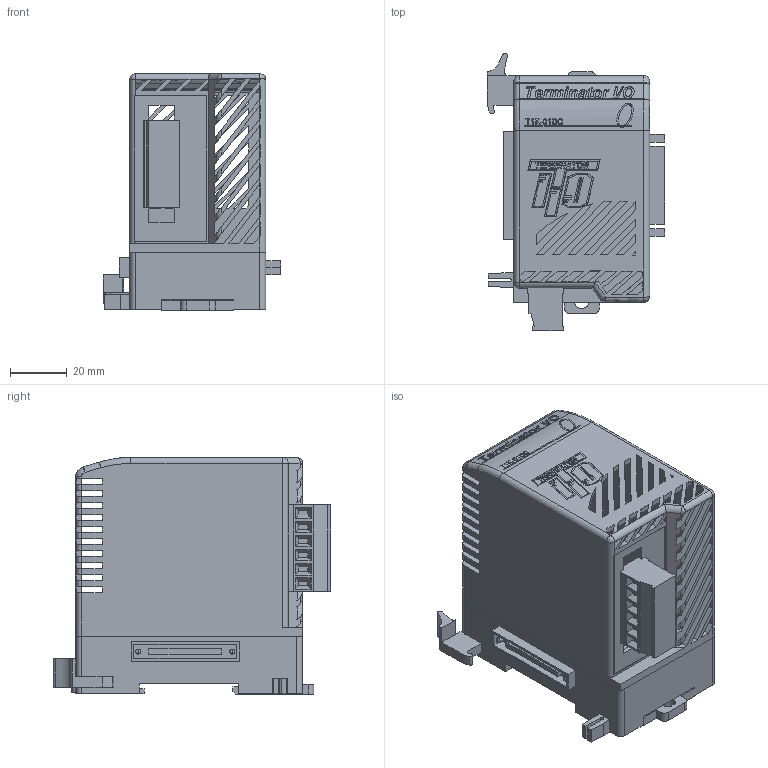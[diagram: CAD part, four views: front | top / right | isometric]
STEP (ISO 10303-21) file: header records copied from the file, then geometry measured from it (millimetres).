
FILE_DESCRIPTION (( 'STEP AP214' ), '1' );
FILE_NAME ('T1K-01DC.STEP', '2013-11-05T15:56:11', ( '' ), ( '' ), 'SwSTEP 2.0', 'SolidWorks 2013', '' );
FILE_SCHEMA (( 'AUTOMOTIVE_DESIGN' ));
Length unit declared in the file: millimetre
Products named in the file (1): T1K-01DC
Bounding box: 62.5 x 97.96 x 83.59 mm (x, y, z)
Volume: 109267.9 mm3; surface area: 57714.7 mm2
Topology: 35 solids, 35 shells, 1206 faces, 3441 edges, 2269 vertices
Faces by surface type: plane 938, bspline 193, cylinder 66, sphere 7, torus 2
Entity records: 60429 total; most frequent: CARTESIAN_POINT 16539, ORIENTED_EDGE 6876, DIRECTION 5199, EDGE_CURVE 3438, VECTOR 2851, LINE 2851, VERTEX_POINT 2269, EDGE_LOOP 1337
